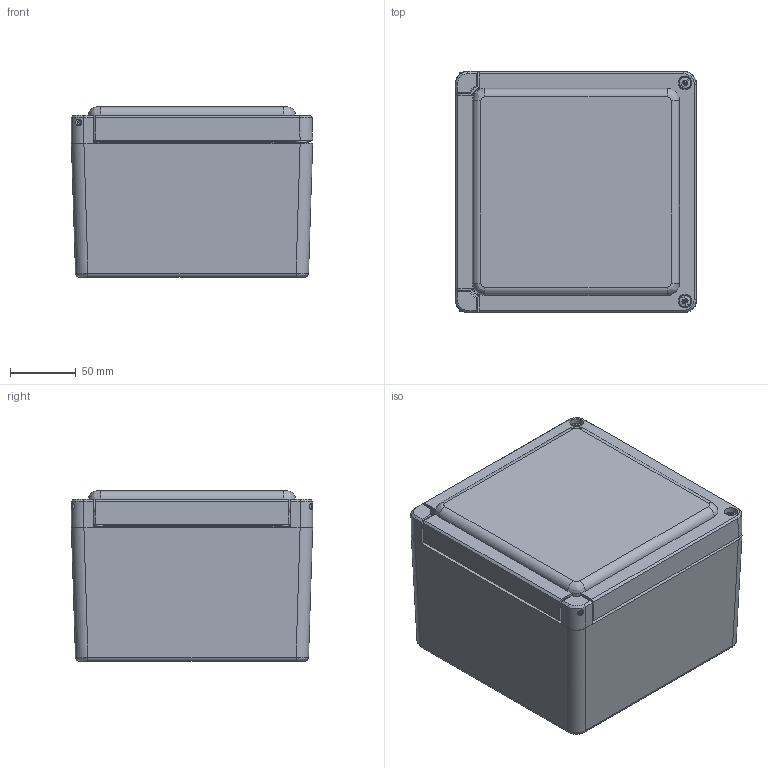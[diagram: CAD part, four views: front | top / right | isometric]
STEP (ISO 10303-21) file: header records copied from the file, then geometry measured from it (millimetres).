
FILE_DESCRIPTION(/* description */ (''),/* implementation_level */ '2;1');
FILE_NAME(/* name */ 'HW-70705CHSC.stp',/* time_stamp */ '2014-04-09T08:13:44-05:00',/* author */ ('jtigges'),/* organization */ (''),/* preprocessor_version */ 'ST-DEVELOPER v15.2',/* originating_system */ 'Autodesk Inventor 2014',/* authorisation */ '');
FILE_SCHEMA (('AUTOMOTIVE_DESIGN { 1 0 10303 214 3 1 1 }'));
Length unit declared in the file: inch
Products named in the file (14): WP707HWBOX; 0.3125-18 X 0.563 DP BRASS INSERT; 10-32 X0.3125 DP BRASS INSERT; 10-24 X 0.625 DP BRASS INSERT; WP707HWCVR; 10-24 X 0.925 DP COMBO SCREW; GASKET_707H; PUSH TACK; SS HINGE PIN; SS HINGE PIN WASHER; O_RING_COVER; CL707HW_STP
Bounding box: 183.4 x 183.39 x 129.38 mm (x, y, z)
Volume: 816440.8 mm3; surface area: 355426.4 mm2
Topology: 23 solids, 23 shells, 1001 faces, 2460 edges, 1501 vertices
Faces by surface type: plane 387, cylinder 258, cone 136, bspline 130, torus 82, sphere 8
Full cylindrical faces by diameter (mm): 2.235 x2, 2.42 x2, 2.438 x2, 2.489 x2, 3.683 x2, 3.962 x4, 3.969 x2, 4.52 x4, 4.547 x2, 4.762 x3, 4.763 x1, 4.826 x2, 4.86 x2, 5.556 x2, 5.84 x2, 5.944 x2, 7.1 x2, 7.144 x12, 7.938 x4, 9.24 x2, 9.42 x2, 9.525 x2, 10.319 x2, 13.494 x8
Entity records: 38323 total; most frequent: CARTESIAN_POINT 17073, DIRECTION 4529, ORIENTED_EDGE 4246, EDGE_CURVE 2123, AXIS2_PLACEMENT_3D 1739, VERTEX_POINT 1329, LINE 1051, VECTOR 1051
